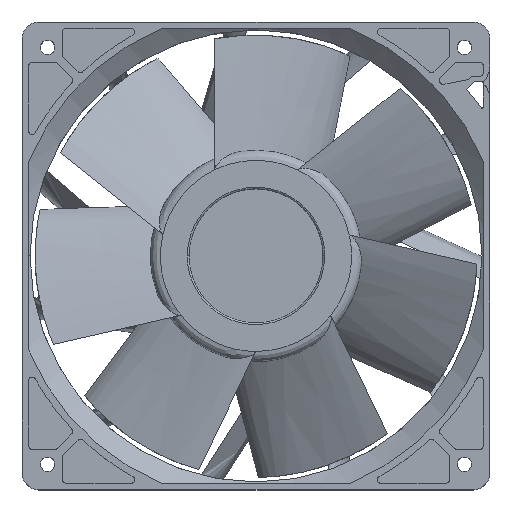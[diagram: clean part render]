
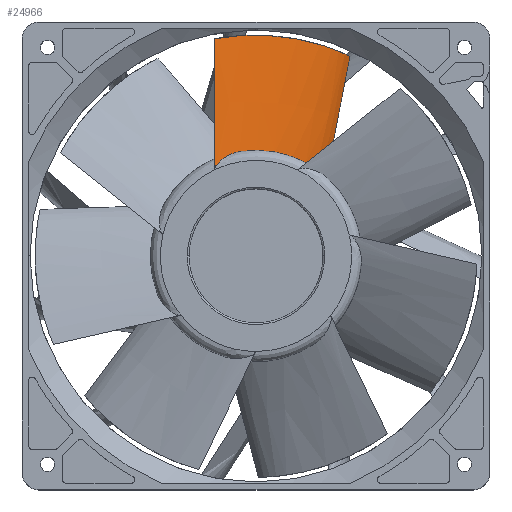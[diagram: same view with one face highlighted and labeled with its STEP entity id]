
A CAD part, top view. The second image highlights one B-rep face of the part: STEP entity #24966.
In plain terms, the highlighted free-form (B-spline) face has degree [3, 3] with [12, 5] control points.
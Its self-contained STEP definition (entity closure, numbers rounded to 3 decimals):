
#20067=CARTESIAN_POINT('',(-12.313,0.,25.761));
#20068=CARTESIAN_POINT('',(-12.316,-0.001,
25.889));
#20069=CARTESIAN_POINT('',(-12.276,0.011,
26.152));
#20070=CARTESIAN_POINT('',(-12.113,0.064,
26.573));
#20071=CARTESIAN_POINT('',(-11.868,0.145,
27.));
#20072=CARTESIAN_POINT('',(-11.551,0.252,
27.437));
#20073=CARTESIAN_POINT('',(-11.164,0.386,
27.884));
#20074=CARTESIAN_POINT('',(-10.705,0.548,
28.339));
#20075=CARTESIAN_POINT('',(-10.172,0.744,
28.799));
#20076=CARTESIAN_POINT('',(-9.556,0.977,
29.26));
#20077=CARTESIAN_POINT('',(-8.851,1.254,
29.715));
#20078=CARTESIAN_POINT('',(-8.048,1.583,
30.155));
#20079=CARTESIAN_POINT('',(-7.135,1.973,
30.566));
#20080=CARTESIAN_POINT('',(-6.099,2.435,
30.924));
#20081=CARTESIAN_POINT('',(-5.312,2.801,
31.103));
#20082=CARTESIAN_POINT('',(-4.895,3.,31.166));
#20091=DIRECTION('',(0.191,0.,0.982));
#20092=VECTOR('',#20091,36.869);
#20093=CARTESIAN_POINT('',(21.002,22.8,23.489));
#20094=LINE('',#20093,#20092);
#20095=DIRECTION('',(0.,0.,-1.));
#20096=VECTOR('',#20095,39.081);
#20097=CARTESIAN_POINT('',(-12.311,0.,64.842));
#20098=LINE('',#20097,#20096);
#20099=CARTESIAN_POINT('',(28.037,22.8,59.68));
#20100=CARTESIAN_POINT('',(27.548,21.835,59.909));
#20101=CARTESIAN_POINT('',(26.443,20.064,60.413));
#20102=CARTESIAN_POINT('',(24.357,17.916,61.292));
#20103=CARTESIAN_POINT('',(21.84,16.019,62.243));
#20104=CARTESIAN_POINT('',(18.853,14.19,63.227));
#20105=CARTESIAN_POINT('',(15.322,12.336,64.192));
#20106=CARTESIAN_POINT('',(11.275,10.397,65.044));
#20107=CARTESIAN_POINT('',(6.729,8.318,65.692));
#20108=CARTESIAN_POINT('',(1.975,6.137,66.01));
#20109=CARTESIAN_POINT('',(-2.433,4.067,
66.003));
#20110=CARTESIAN_POINT('',(-7.223,1.867,
65.663));
#20111=CARTESIAN_POINT('',(-10.517,0.578,
65.183));
#20112=CARTESIAN_POINT('',(-12.311,0.,64.842));
#20114=CARTESIAN_POINT('',(-4.895,3.,31.166));
#20115=CARTESIAN_POINT('',(-3.418,3.704,
31.41));
#20116=CARTESIAN_POINT('',(-0.385,5.257,
31.688));
#20117=CARTESIAN_POINT('',(4.726,8.108,31.332));
#20118=CARTESIAN_POINT('',(9.637,11.084,30.132));
#20119=CARTESIAN_POINT('',(13.641,13.882,28.485));
#20120=CARTESIAN_POINT('',(16.747,16.592,26.738));
#20121=CARTESIAN_POINT('',(19.11,19.331,25.088));
#20122=CARTESIAN_POINT('',(20.42,21.591,24.004));
#20123=CARTESIAN_POINT('',(21.002,22.8,23.489));
#20205=VERTEX_POINT('',#20067);
#20206=VERTEX_POINT('',#20082);
#20226=CARTESIAN_POINT('',(-12.311,0.,64.842));
#20227=VERTEX_POINT('',#20226);
#20230=CARTESIAN_POINT('',(21.002,22.8,23.489));
#20231=CARTESIAN_POINT('',(28.037,22.8,59.68));
#20232=VERTEX_POINT('',#20230);
#20233=VERTEX_POINT('',#20231);
#24897=CARTESIAN_POINT('',(-12.703,-0.125,
24.956));
#24898=CARTESIAN_POINT('',(-12.704,-0.125,
31.931));
#24899=CARTESIAN_POINT('',(-12.704,-0.125,
45.88));
#24900=CARTESIAN_POINT('',(-12.705,-0.125,
59.829));
#24901=CARTESIAN_POINT('',(-12.705,-0.125,
66.803));
#24902=CARTESIAN_POINT('',(-11.092,0.382,
24.949));
#24903=CARTESIAN_POINT('',(-11.091,0.382,
31.924));
#24904=CARTESIAN_POINT('',(-11.088,0.382,
45.873));
#24905=CARTESIAN_POINT('',(-11.086,0.382,
59.822));
#24906=CARTESIAN_POINT('',(-11.085,0.382,
66.795));
#24907=CARTESIAN_POINT('',(-8.068,1.506,
24.957));
#24908=CARTESIAN_POINT('',(-8.071,1.506,
31.932));
#24909=CARTESIAN_POINT('',(-8.075,1.506,
45.881));
#24910=CARTESIAN_POINT('',(-8.079,1.506,
59.83));
#24911=CARTESIAN_POINT('',(-8.081,1.506,
66.804));
#24912=CARTESIAN_POINT('',(-3.635,3.58,
24.98));
#24913=CARTESIAN_POINT('',(-3.606,3.58,
31.955));
#24914=CARTESIAN_POINT('',(-3.548,3.58,
45.904));
#24915=CARTESIAN_POINT('',(-3.49,3.58,
59.853));
#24916=CARTESIAN_POINT('',(-3.461,3.58,
66.827));
#24917=CARTESIAN_POINT('',(0.769,5.96,
24.969));
#24918=CARTESIAN_POINT('',(0.908,5.96,
31.944));
#24919=CARTESIAN_POINT('',(1.186,5.96,45.891));
#24920=CARTESIAN_POINT('',(1.464,5.96,59.839));
#24921=CARTESIAN_POINT('',(1.603,5.96,66.812));
#24922=CARTESIAN_POINT('',(5.374,8.69,24.741));
#24923=CARTESIAN_POINT('',(5.743,8.69,31.709));
#24924=CARTESIAN_POINT('',(6.481,8.69,45.642));
#24925=CARTESIAN_POINT('',(7.219,8.69,59.576));
#24926=CARTESIAN_POINT('',(7.588,8.69,66.542));
#24927=CARTESIAN_POINT('',(10.084,11.751,24.086));
#24928=CARTESIAN_POINT('',(10.793,11.751,31.028));
#24929=CARTESIAN_POINT('',(12.21,11.751,44.912));
#24930=CARTESIAN_POINT('',(13.628,11.751,58.795));
#24931=CARTESIAN_POINT('',(14.336,11.751,65.736));
#24932=CARTESIAN_POINT('',(14.519,15.128,22.991));
#24933=CARTESIAN_POINT('',(15.591,15.128,29.886));
#24934=CARTESIAN_POINT('',(17.736,15.128,43.674));
#24935=CARTESIAN_POINT('',(19.88,15.128,57.462));
#24936=CARTESIAN_POINT('',(20.952,15.128,64.356));
#24937=CARTESIAN_POINT('',(17.54,18.189,22.058));
#24938=CARTESIAN_POINT('',(18.814,18.189,28.916));
#24939=CARTESIAN_POINT('',(21.362,18.189,42.63));
#24940=CARTESIAN_POINT('',(23.91,18.189,56.345));
#24941=CARTESIAN_POINT('',(25.184,18.189,63.202));
#24942=CARTESIAN_POINT('',(19.499,20.893,21.554));
#24943=CARTESIAN_POINT('',(20.831,20.893,28.401));
#24944=CARTESIAN_POINT('',(23.494,20.893,42.094));
#24945=CARTESIAN_POINT('',(26.156,20.893,55.786));
#24946=CARTESIAN_POINT('',(27.488,20.893,62.632));
#24947=CARTESIAN_POINT('',(20.352,22.355,21.381));
#24948=CARTESIAN_POINT('',(21.685,22.355,28.228));
#24949=CARTESIAN_POINT('',(24.35,22.355,41.919));
#24950=CARTESIAN_POINT('',(27.016,22.355,55.611));
#24951=CARTESIAN_POINT('',(28.348,22.355,62.456));
#24952=CARTESIAN_POINT('',(20.779,23.161,21.308));
#24953=CARTESIAN_POINT('',(22.109,23.161,28.156));
#24954=CARTESIAN_POINT('',(24.768,23.161,41.849));
#24955=CARTESIAN_POINT('',(27.428,23.161,55.542));
#24956=CARTESIAN_POINT('',(28.757,23.161,62.388));
#24957=B_SPLINE_SURFACE_WITH_KNOTS('',3,3,((#24897,#24898,#24899,#24900,#24901),
(#24902,#24903,#24904,#24905,#24906),(#24907,#24908,#24909,#24910,#24911),(
#24912,#24913,#24914,#24915,#24916),(#24917,#24918,#24919,#24920,#24921),
(#24922,#24923,#24924,#24925,#24926),(#24927,#24928,#24929,#24930,#24931),(
#24932,#24933,#24934,#24935,#24936),(#24937,#24938,#24939,#24940,#24941),
(#24942,#24943,#24944,#24945,#24946),(#24947,#24948,#24949,#24950,#24951),(
#24952,#24953,#24954,#24955,#24956)),.UNSPECIFIED.,.F.,.F.,.F.,(4,1,1,1,1,1,1,1,
1,4),(4,1,4),(-0.01,0.11,0.22,
0.33,0.44,0.55,0.66,
0.771,0.826,0.89),(-42.046,
-21.12,-0.199),.UNSPECIFIED.);
#24958=ORIENTED_EDGE('',*,*,#20985,.F.);
#24960=ORIENTED_EDGE('',*,*,#24959,.F.);
#24961=ORIENTED_EDGE('',*,*,#24890,.F.);
#24962=ORIENTED_EDGE('',*,*,#22371,.F.);
#24963=ORIENTED_EDGE('',*,*,#23780,.F.);
#24964=EDGE_LOOP('',(#24958,#24960,#24961,#24962,#24963));
#24965=FACE_OUTER_BOUND('',#24964,.F.);
#24966=ADVANCED_FACE('',(#24965),#24957,.T.);
#20083=B_SPLINE_CURVE_WITH_KNOTS('',3,(#20067,#20068,#20069,#20070,#20071,
#20072,#20073,#20074,#20075,#20076,#20077,#20078,#20079,#20080,#20081,#20082),
.UNSPECIFIED.,.F.,.F.,(4,1,1,1,1,1,1,1,1,1,1,1,1,4),(0.,0.077,
0.154,0.231,0.308,0.385,
0.462,0.538,0.615,0.692,
0.769,0.846,0.923,1.),.UNSPECIFIED.);
#20113=B_SPLINE_CURVE_WITH_KNOTS('',3,(#20099,#20100,#20101,#20102,#20103,
#20104,#20105,#20106,#20107,#20108,#20109,#20110,#20111,#20112),.UNSPECIFIED.,
.F.,.F.,(4,1,1,1,1,1,1,1,1,1,1,4),(0.,0.091,0.182,
0.273,0.364,0.455,0.545,
0.636,0.727,0.818,0.909,1.),
.UNSPECIFIED.);
#20124=B_SPLINE_CURVE_WITH_KNOTS('',3,(#20114,#20115,#20116,#20117,#20118,
#20119,#20120,#20121,#20122,#20123),.UNSPECIFIED.,.F.,.F.,(4,1,1,1,1,1,1,4),(
0.,0.143,0.286,0.429,0.571,
0.714,0.857,1.),.UNSPECIFIED.);
#20985=EDGE_CURVE('',#20232,#20233,#20094,.T.);
#22371=EDGE_CURVE('',#20227,#20205,#20098,.T.);
#23780=EDGE_CURVE('',#20233,#20227,#20113,.T.);
#24890=EDGE_CURVE('',#20205,#20206,#20083,.T.);
#24959=EDGE_CURVE('',#20206,#20232,#20124,.T.);
